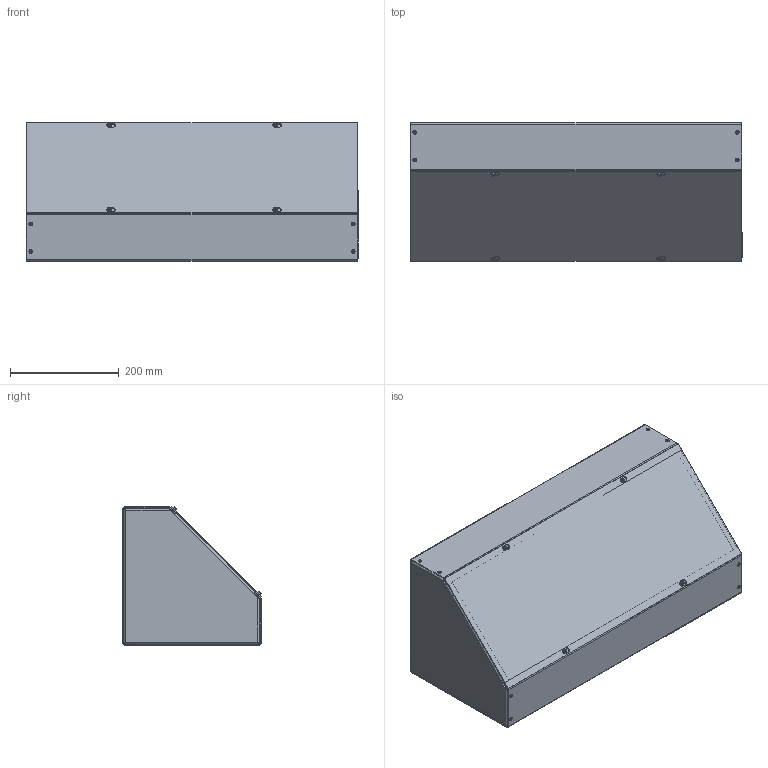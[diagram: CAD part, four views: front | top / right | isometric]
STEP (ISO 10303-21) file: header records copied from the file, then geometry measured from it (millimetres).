
FILE_DESCRIPTION (( 'STEP AP214' ), '1' );
FILE_NAME ('S101024ATNK.STEP', '2021-09-24T18:54:52', ( '' ), ( '' ), 'SwSTEP 2.0', 'SolidWorks 2021', '' );
FILE_SCHEMA (( 'AUTOMOTIVE_DESIGN' ));
Length unit declared in the file: inch
Products named in the file (1): S101024ATNK
Bounding box: 609.6 x 256.03 x 256.03 mm (x, y, z)
Volume: 1279442.3 mm3; surface area: 1376686.2 mm2
Topology: 28 solids, 28 shells, 1128 faces, 2732 edges, 1664 vertices
Faces by surface type: cylinder 344, plane 288, cone 240, bspline 200, torus 56
Entity records: 54453 total; most frequent: CARTESIAN_POINT 13141, DIRECTION 5734, ORIENTED_EDGE 5384, EDGE_CURVE 2692, AXIS2_PLACEMENT_3D 2333, VERTEX_POINT 1664, CIRCLE 1404, EDGE_LOOP 1284
